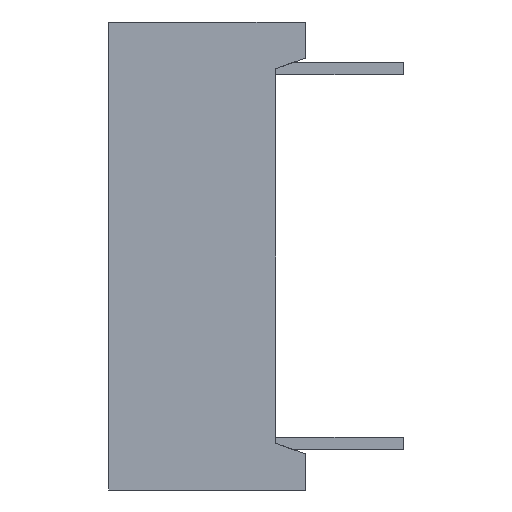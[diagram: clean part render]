
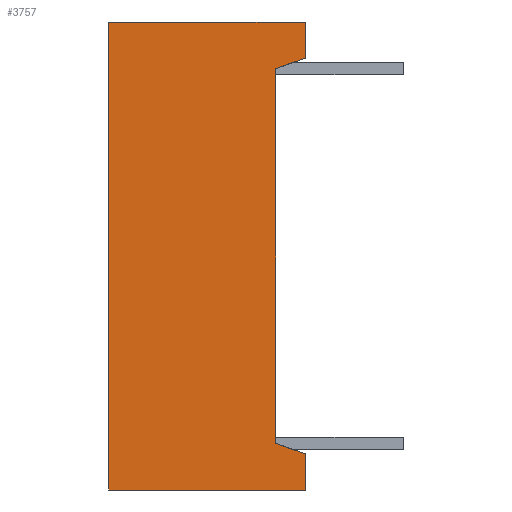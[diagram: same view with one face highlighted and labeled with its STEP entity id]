
A CAD part, left-side view. The second image highlights one B-rep face of the part: STEP entity #3757.
In plain terms, the highlighted planar face has unit normal (-1, 0, 0).
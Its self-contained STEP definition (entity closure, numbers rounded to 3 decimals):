
#3637 = VERTEX_POINT ( 'NONE', #21174 ) ;
#3639 = EDGE_CURVE ( 'NONE', #3637, #3640, #21173, .T. ) ;
#3640 = VERTEX_POINT ( 'NONE', #21169 ) ;
#3695 = EDGE_CURVE ( 'NONE', #3727, #3696, #21315, .T. ) ;
#3696 = VERTEX_POINT ( 'NONE', #21311 ) ;
#3702 = EDGE_CURVE ( 'NONE', #3703, #3704, #21289, .T. ) ;
#3703 = VERTEX_POINT ( 'NONE', #21345 ) ;
#3704 = VERTEX_POINT ( 'NONE', #21344 ) ;
#3726 = EDGE_CURVE ( 'NONE', #3640, #3727, #21356, .T. ) ;
#3727 = VERTEX_POINT ( 'NONE', #21407 ) ;
#3741 = ORIENTED_EDGE ( 'NONE', *, *, #3742, .T. ) ;
#3742 = EDGE_CURVE ( 'NONE', #3703, #5256, #21386, .T. ) ;
#3743 = ORIENTED_EDGE ( 'NONE', *, *, #5271, .T. ) ;
#3744 = ORIENTED_EDGE ( 'NONE', *, *, #3745, .F. ) ;
#3745 = EDGE_CURVE ( 'NONE', #3696, #5318, #21382, .T. ) ;
#3746 = ORIENTED_EDGE ( 'NONE', *, *, #3695, .F. ) ;
#3757 = ADVANCED_FACE ( 'NONE', ( #21422 ), #21464, .F. ) ;
#3758 = EDGE_LOOP ( 'NONE', ( #3759, #3760, #3761, #3763, #3741, #3743, #3744, #3746 ) ) ;
#3759 = ORIENTED_EDGE ( 'NONE', *, *, #3726, .F. ) ;
#3760 = ORIENTED_EDGE ( 'NONE', *, *, #3639, .F. ) ;
#3761 = ORIENTED_EDGE ( 'NONE', *, *, #3762, .F. ) ;
#3762 = EDGE_CURVE ( 'NONE', #3704, #3637, #21459, .T. ) ;
#3763 = ORIENTED_EDGE ( 'NONE', *, *, #3702, .F. ) ;
#5256 = VERTEX_POINT ( 'NONE', #26119 ) ;
#5271 = EDGE_CURVE ( 'NONE', #5256, #5318, #26098, .T. ) ;
#5318 = VERTEX_POINT ( 'NONE', #26250 ) ;
#21169 = CARTESIAN_POINT ( 'NONE',  ( -12.5, -6.8, -7.62 ) ) ;
#21170 = DIRECTION ( 'NONE',  ( 0., 0., -1. ) ) ;
#21171 = VECTOR ( 'NONE', #21170, 1000. ) ;
#21172 = CARTESIAN_POINT ( 'NONE',  ( -12.5, -6.8, -16.212 ) ) ;
#21173 = LINE ( 'NONE', #21172, #21171 ) ;
#21174 = CARTESIAN_POINT ( 'NONE',  ( -12.5, -6.8, 7.62 ) ) ;
#21289 = LINE ( 'NONE', #21348, #21347 ) ;
#21311 = CARTESIAN_POINT ( 'NONE',  ( -12.5, -8., -9.525 ) ) ;
#21312 = DIRECTION ( 'NONE',  ( 0., 0., -1. ) ) ;
#21313 = VECTOR ( 'NONE', #21312, 1000. ) ;
#21314 = CARTESIAN_POINT ( 'NONE',  ( -12.5, -8., -24.589 ) ) ;
#21315 = LINE ( 'NONE', #21314, #21313 ) ;
#21344 = CARTESIAN_POINT ( 'NONE',  ( -12.5, -8., 8.057 ) ) ;
#21345 = CARTESIAN_POINT ( 'NONE',  ( -12.5, -8., 9.525 ) ) ;
#21346 = DIRECTION ( 'NONE',  ( 0., 0., -1. ) ) ;
#21347 = VECTOR ( 'NONE', #21346, 1000. ) ;
#21348 = CARTESIAN_POINT ( 'NONE',  ( -12.5, -8., -24.589 ) ) ;
#21353 = DIRECTION ( 'NONE',  ( 0., -0.94, -0.342 ) ) ;
#21354 = VECTOR ( 'NONE', #21353, 1000. ) ;
#21355 = CARTESIAN_POINT ( 'NONE',  ( -12.5, -7.089, -7.725 ) ) ;
#21356 = LINE ( 'NONE', #21355, #21354 ) ;
#21378 = DIRECTION ( 'NONE',  ( 0., 1., 0. ) ) ;
#21379 = VECTOR ( 'NONE', #21378, 1000. ) ;
#21380 = CARTESIAN_POINT ( 'NONE',  ( -12.5, -8., -9.525 ) ) ;
#21382 = LINE ( 'NONE', #21380, #21379 ) ;
#21383 = DIRECTION ( 'NONE',  ( 0., 1., 0. ) ) ;
#21384 = VECTOR ( 'NONE', #21383, 1000. ) ;
#21385 = CARTESIAN_POINT ( 'NONE',  ( -12.5, -8., 9.525 ) ) ;
#21386 = LINE ( 'NONE', #21385, #21384 ) ;
#21407 = CARTESIAN_POINT ( 'NONE',  ( -12.5, -8., -8.057 ) ) ;
#21422 = FACE_OUTER_BOUND ( 'NONE', #3758, .T. ) ;
#21456 = DIRECTION ( 'NONE',  ( 0., 0.94, -0.342 ) ) ;
#21457 = VECTOR ( 'NONE', #21456, 1000. ) ;
#21458 = CARTESIAN_POINT ( 'NONE',  ( -12.5, 3.332, 3.932 ) ) ;
#21459 = LINE ( 'NONE', #21458, #21457 ) ;
#21460 = DIRECTION ( 'NONE',  ( 0., 0., -1. ) ) ;
#21461 = DIRECTION ( 'NONE',  ( 1., 0., 0. ) ) ;
#21462 = CARTESIAN_POINT ( 'NONE',  ( -12.5, -8., -24.589 ) ) ;
#21463 = AXIS2_PLACEMENT_3D ( 'NONE', #21462, #21461, #21460 ) ;
#21464 = PLANE ( 'NONE',  #21463 ) ;
#26096 = VECTOR ( 'NONE', #26157, 1000. ) ;
#26097 = CARTESIAN_POINT ( 'NONE',  ( -12.5, 0., -24.589 ) ) ;
#26098 = LINE ( 'NONE', #26097, #26096 ) ;
#26119 = CARTESIAN_POINT ( 'NONE',  ( -12.5, 0., 9.525 ) ) ;
#26157 = DIRECTION ( 'NONE',  ( 0., 0., -1. ) ) ;
#26250 = CARTESIAN_POINT ( 'NONE',  ( -12.5, 0., -9.525 ) ) ;
